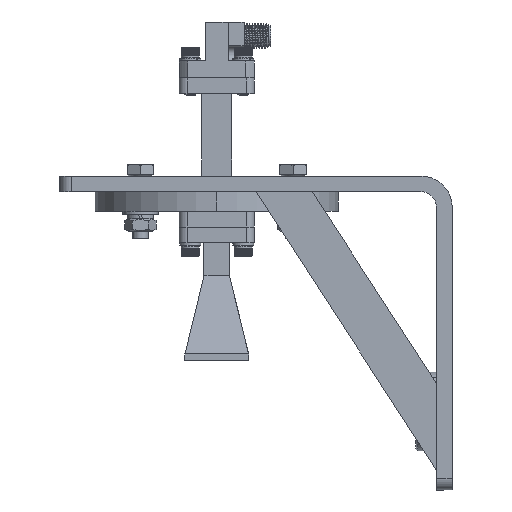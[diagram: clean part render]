
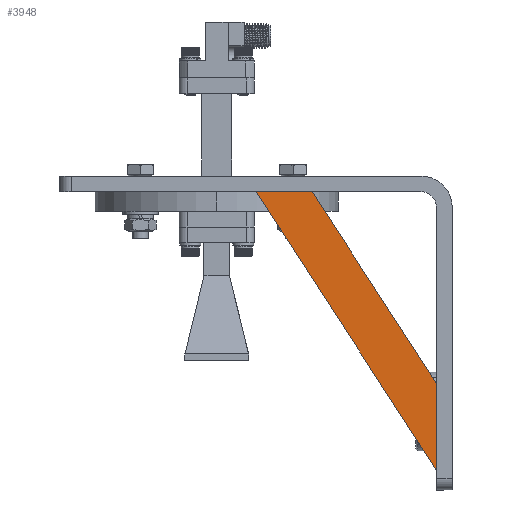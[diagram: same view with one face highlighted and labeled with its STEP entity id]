
A CAD part, left-side view. The second image highlights one B-rep face of the part: STEP entity #3948.
In plain terms, the highlighted planar face has unit normal (-1, 0, 0).
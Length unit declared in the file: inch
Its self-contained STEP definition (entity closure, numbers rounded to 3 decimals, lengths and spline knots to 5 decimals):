
#1132 = PLANE ( 'NONE',  #4791 ) ;
#2724 = EDGE_CURVE ( 'NONE', #53059, #42510, #11763, .T. ) ;
#3948 = ADVANCED_FACE ( 'NONE', ( #15529 ), #1132, .F. ) ;
#4791 = AXIS2_PLACEMENT_3D ( 'NONE', #49586, #45534, #45255 ) ;
#4863 = VECTOR ( 'NONE', #8891, 39.37008 ) ;
#6059 = DIRECTION ( 'NONE',  ( 0., 0.544, 0.839 ) ) ;
#6616 = CARTESIAN_POINT ( 'NONE',  ( 0., 0., -2.79371 ) ) ;
#8891 = DIRECTION ( 'NONE',  ( 0., -0.544, -0.839 ) ) ;
#9575 = EDGE_CURVE ( 'NONE', #22541, #53059, #22970, .T. ) ;
#10542 = EDGE_CURVE ( 'NONE', #42510, #43893, #46123, .T. ) ;
#11763 = LINE ( 'NONE', #41451, #45753 ) ;
#13770 = CARTESIAN_POINT ( 'NONE',  ( 0., 1.24803, 0. ) ) ;
#15529 = FACE_OUTER_BOUND ( 'NONE', #46575, .T. ) ;
#16417 = VECTOR ( 'NONE', #23040, 39.37008 ) ;
#16535 = CARTESIAN_POINT ( 'NONE',  ( 0., 0., -2.79371 ) ) ;
#17092 = ORIENTED_EDGE ( 'NONE', *, *, #10542, .F. ) ;
#22541 = VERTEX_POINT ( 'NONE', #26340 ) ;
#22970 = LINE ( 'NONE', #13770, #4863 ) ;
#23040 = DIRECTION ( 'NONE',  ( 0., -1., 0. ) ) ;
#24142 = DIRECTION ( 'NONE',  ( 0., 0., -1. ) ) ;
#26340 = CARTESIAN_POINT ( 'NONE',  ( 0., 1.24803, 0. ) ) ;
#28371 = ORIENTED_EDGE ( 'NONE', *, *, #2724, .F. ) ;
#30317 = CARTESIAN_POINT ( 'NONE',  ( 0., 1.81106, 0. ) ) ;
#31128 = LINE ( 'NONE', #35438, #16417 ) ;
#35438 = CARTESIAN_POINT ( 'NONE',  ( 0., 0., 0. ) ) ;
#41451 = CARTESIAN_POINT ( 'NONE',  ( 0., 0., 0. ) ) ;
#42510 = VERTEX_POINT ( 'NONE', #16535 ) ;
#43893 = VERTEX_POINT ( 'NONE', #30317 ) ;
#44661 = EDGE_CURVE ( 'NONE', #43893, #22541, #31128, .T. ) ;
#45255 = DIRECTION ( 'NONE',  ( 0., 0., -1. ) ) ;
#45371 = ORIENTED_EDGE ( 'NONE', *, *, #44661, .F. ) ;
#45534 = DIRECTION ( 'NONE',  ( 1., 0., 0. ) ) ;
#45753 = VECTOR ( 'NONE', #24142, 39.37008 ) ;
#46123 = LINE ( 'NONE', #6616, #50017 ) ;
#46575 = EDGE_LOOP ( 'NONE', ( #17092, #28371, #56291, #45371 ) ) ;
#49586 = CARTESIAN_POINT ( 'NONE',  ( 0., 0., 0. ) ) ;
#50017 = VECTOR ( 'NONE', #6059, 39.37008 ) ;
#53059 = VERTEX_POINT ( 'NONE', #55804 ) ;
#55804 = CARTESIAN_POINT ( 'NONE',  ( 0., 0., -1.9252 ) ) ;
#56291 = ORIENTED_EDGE ( 'NONE', *, *, #9575, .F. ) ;
